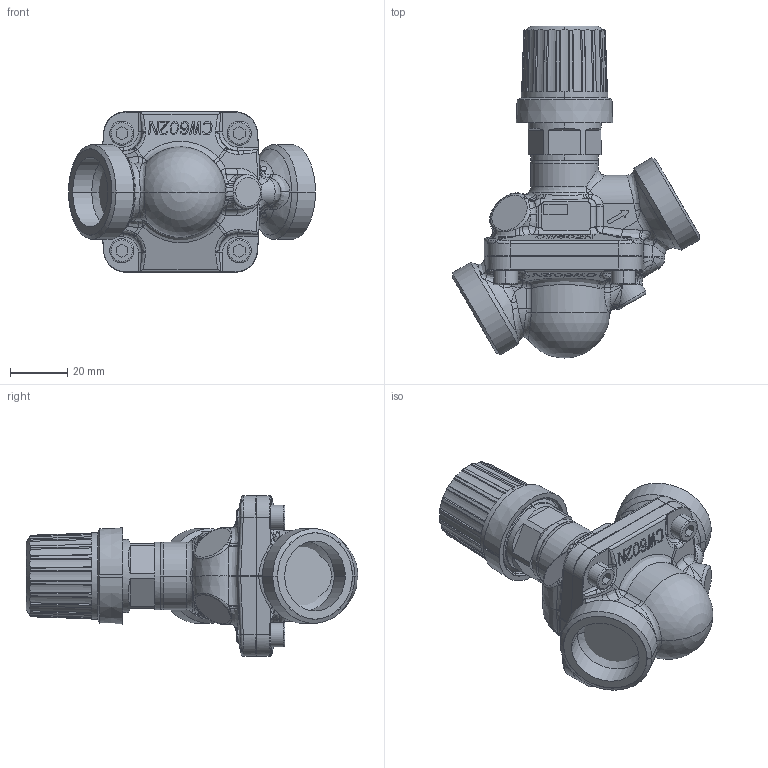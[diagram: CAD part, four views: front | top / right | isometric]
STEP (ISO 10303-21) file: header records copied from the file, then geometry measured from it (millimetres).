
FILE_DESCRIPTION((''),'2;1');
FILE_NAME('003L3595_ASM','2015-02-25T',('u317927'),('Danfoss'),'PRO/ENGINEER BY PARAMETRIC TECHNOLOGY CORPORATION, 2014000','PRO/ENGINEER BY PARAMETRIC TECHNOLOGY CORPORATION, 2014000','');
FILE_SCHEMA(('CONFIG_CONTROL_DESIGN'));
Length unit declared in the file: millimetre
Products named in the file (12): 8884015_AF0; 8906433_AF0_ASM; 8906293_AF0_ASM; 8884021_AF0; 51340050; D3-STIFT-RING_ASM; 065F0201_ASM; 8884057; 8884044_ASM; 8884081; 8505030; 003L3595_ASM
Assembly tree (14 placements, depth 3):
  003L3595_ASM
    8884015_AF0
    8906433_AF0_ASM
    8906293_AF0_ASM
    8884021_AF0
    51340050  x4
    8884044_ASM
      D3-STIFT-RING_ASM
      065F0201_ASM
      8884057
    8884081
    8505030
Bounding box: 86.11 x 115.85 x 56 mm (x, y, z)
Volume: 74749 mm3; surface area: 51271.1 mm2
Topology: 9 solids, 24 shells, 1646 faces, 4302 edges, 2734 vertices
Faces by surface type: plane 886, cylinder 343, bspline 215, cone 116, torus 72, sphere 14
Entity records: 58717 total; most frequent: CARTESIAN_POINT 21098, ORIENTED_EDGE 8260, DIRECTION 7062, EDGE_CURVE 4152, VERTEX_POINT 2644, VECTOR 2508, LINE 2508, AXIS2_PLACEMENT_3D 2277
